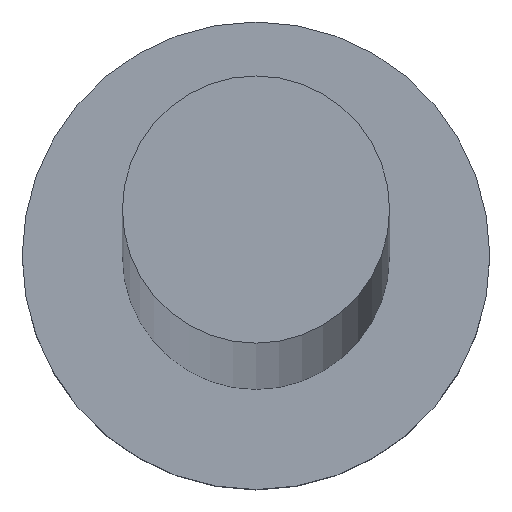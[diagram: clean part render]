
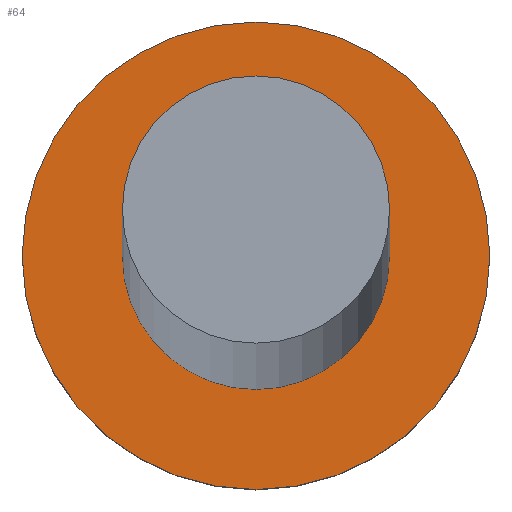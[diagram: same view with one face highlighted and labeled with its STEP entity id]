
A CAD part, top view. The second image highlights one B-rep face of the part: STEP entity #64.
In plain terms, the highlighted planar face has unit normal (0, 0, 1).
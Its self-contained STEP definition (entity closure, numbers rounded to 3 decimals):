
#1 = VERTEX_POINT ( 'NONE', #147 ) ;
#4 = ORIENTED_EDGE ( 'NONE', *, *, #131, .T. ) ;
#6 = CIRCLE ( 'NONE', #51, 4. ) ;
#15 = DIRECTION ( 'NONE',  ( 0., 0., 1. ) ) ;
#17 = DIRECTION ( 'NONE',  ( 1., 0., 0. ) ) ;
#21 = EDGE_CURVE ( 'NONE', #1, #163, #117, .T. ) ;
#25 = DIRECTION ( 'NONE',  ( 1., 0., 0. ) ) ;
#31 = DIRECTION ( 'NONE',  ( 0., 0., 1. ) ) ;
#35 = FACE_OUTER_BOUND ( 'NONE', #45, .T. ) ;
#38 = DIRECTION ( 'NONE',  ( 1., 0., 0. ) ) ;
#45 = EDGE_LOOP ( 'NONE', ( #4, #129 ) ) ;
#51 = AXIS2_PLACEMENT_3D ( 'NONE', #67, #31, #25 ) ;
#52 = CARTESIAN_POINT ( 'NONE',  ( 0., 0., 6.5 ) ) ;
#58 = CIRCLE ( 'NONE', #99, 7. ) ;
#64 = ADVANCED_FACE ( 'NONE', ( #157, #35 ), #203, .T. ) ;
#67 = CARTESIAN_POINT ( 'NONE',  ( 0., 0., 6.5 ) ) ;
#69 = EDGE_CURVE ( 'NONE', #91, #149, #214, .T. ) ;
#91 = VERTEX_POINT ( 'NONE', #139 ) ;
#95 = CARTESIAN_POINT ( 'NONE',  ( 0., 0., 6.5 ) ) ;
#98 = CARTESIAN_POINT ( 'NONE',  ( 0., 0., 6.5 ) ) ;
#99 = AXIS2_PLACEMENT_3D ( 'NONE', #98, #174, #17 ) ;
#114 = DIRECTION ( 'NONE',  ( 1., 0., 0. ) ) ;
#117 = CIRCLE ( 'NONE', #254, 7. ) ;
#129 = ORIENTED_EDGE ( 'NONE', *, *, #21, .T. ) ;
#131 = EDGE_CURVE ( 'NONE', #163, #1, #58, .T. ) ;
#135 = CARTESIAN_POINT ( 'NONE',  ( 0., 0., 6.5 ) ) ;
#139 = CARTESIAN_POINT ( 'NONE',  ( -4., 0., 6.5 ) ) ;
#142 = AXIS2_PLACEMENT_3D ( 'NONE', #95, #172, #201 ) ;
#147 = CARTESIAN_POINT ( 'NONE',  ( 7., 0., 6.5 ) ) ;
#149 = VERTEX_POINT ( 'NONE', #176 ) ;
#151 = AXIS2_PLACEMENT_3D ( 'NONE', #52, #185, #38 ) ;
#157 = FACE_BOUND ( 'NONE', #194, .T. ) ;
#160 = CARTESIAN_POINT ( 'NONE',  ( -7., 0., 6.5 ) ) ;
#163 = VERTEX_POINT ( 'NONE', #160 ) ;
#172 = DIRECTION ( 'NONE',  ( 0., 0., 1. ) ) ;
#174 = DIRECTION ( 'NONE',  ( 0., 0., 1. ) ) ;
#176 = CARTESIAN_POINT ( 'NONE',  ( 4., 0., 6.5 ) ) ;
#180 = ORIENTED_EDGE ( 'NONE', *, *, #245, .F. ) ;
#185 = DIRECTION ( 'NONE',  ( 0., 0., 1. ) ) ;
#194 = EDGE_LOOP ( 'NONE', ( #215, #180 ) ) ;
#201 = DIRECTION ( 'NONE',  ( 1., 0., 0. ) ) ;
#203 = PLANE ( 'NONE',  #151 ) ;
#214 = CIRCLE ( 'NONE', #142, 4. ) ;
#215 = ORIENTED_EDGE ( 'NONE', *, *, #69, .F. ) ;
#245 = EDGE_CURVE ( 'NONE', #149, #91, #6, .T. ) ;
#254 = AXIS2_PLACEMENT_3D ( 'NONE', #135, #15, #114 ) ;
